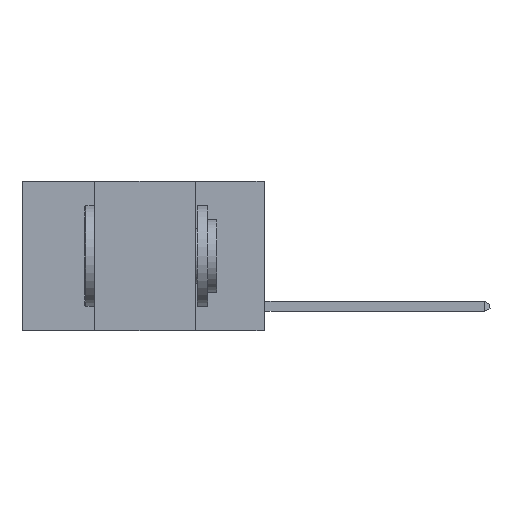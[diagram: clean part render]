
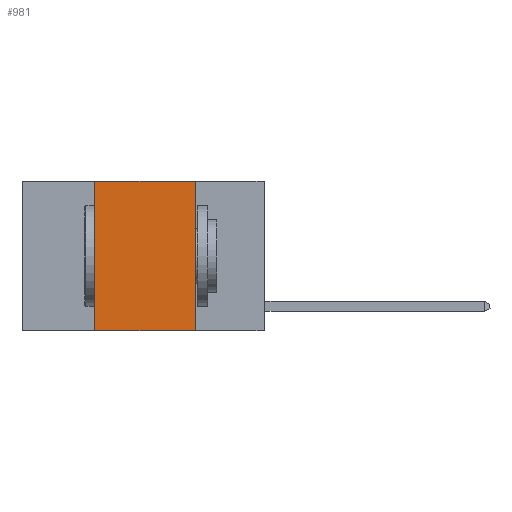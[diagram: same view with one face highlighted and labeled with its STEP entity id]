
A CAD part, left-side view. The second image highlights one B-rep face of the part: STEP entity #981.
In plain terms, the highlighted planar face has unit normal (-1, 0, 0).
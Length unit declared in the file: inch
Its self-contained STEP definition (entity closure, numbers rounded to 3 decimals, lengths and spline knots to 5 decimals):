
#106 = CARTESIAN_POINT ( 'NONE',  ( 0., 0.42, 0. ) ) ;
#137 = CARTESIAN_POINT ( 'NONE',  ( 0., 0.17, -0.37 ) ) ;
#981 = ADVANCED_FACE ( 'NONE', ( #3719 ), #5281, .F. ) ;
#1122 = DIRECTION ( 'NONE',  ( 0., -1., 0. ) ) ;
#2242 = ORIENTED_EDGE ( 'NONE', *, *, #6589, .F. ) ;
#2326 = VERTEX_POINT ( 'NONE', #4669 ) ;
#3043 = DIRECTION ( 'NONE',  ( 0., 0., -1. ) ) ;
#3191 = DIRECTION ( 'NONE',  ( 0., 0., 1. ) ) ;
#3623 = VERTEX_POINT ( 'NONE', #6754 ) ;
#3719 = FACE_OUTER_BOUND ( 'NONE', #7740, .T. ) ;
#4160 = CARTESIAN_POINT ( 'NONE',  ( 0., 0.17, 0. ) ) ;
#4161 = EDGE_CURVE ( 'NONE', #2326, #5785, #6796, .T. ) ;
#4173 = CARTESIAN_POINT ( 'NONE',  ( 0., 0.6, 0. ) ) ;
#4669 = CARTESIAN_POINT ( 'NONE',  ( 0., 0.42, -0.37 ) ) ;
#4966 = LINE ( 'NONE', #4160, #7268 ) ;
#5164 = LINE ( 'NONE', #8224, #6574 ) ;
#5181 = EDGE_CURVE ( 'NONE', #2326, #5575, #5164, .T. ) ;
#5209 = VECTOR ( 'NONE', #1122, 39.37008 ) ;
#5244 = DIRECTION ( 'NONE',  ( 0., -1., 0. ) ) ;
#5281 = PLANE ( 'NONE',  #9341 ) ;
#5575 = VERTEX_POINT ( 'NONE', #106 ) ;
#5785 = VERTEX_POINT ( 'NONE', #137 ) ;
#5973 = DIRECTION ( 'NONE',  ( 1., 0., 0. ) ) ;
#6574 = VECTOR ( 'NONE', #3191, 39.37008 ) ;
#6589 = EDGE_CURVE ( 'NONE', #5575, #3623, #7880, .T. ) ;
#6754 = CARTESIAN_POINT ( 'NONE',  ( 0., 0.17, 0. ) ) ;
#6796 = LINE ( 'NONE', #9017, #7660 ) ;
#7268 = VECTOR ( 'NONE', #8184, 39.37008 ) ;
#7660 = VECTOR ( 'NONE', #5244, 39.37008 ) ;
#7740 = EDGE_LOOP ( 'NONE', ( #8262, #2242, #8724, #8906 ) ) ;
#7880 = LINE ( 'NONE', #4173, #5209 ) ;
#8184 = DIRECTION ( 'NONE',  ( 0., 0., -1. ) ) ;
#8224 = CARTESIAN_POINT ( 'NONE',  ( 0., 0.42, 0. ) ) ;
#8262 = ORIENTED_EDGE ( 'NONE', *, *, #9411, .F. ) ;
#8724 = ORIENTED_EDGE ( 'NONE', *, *, #5181, .F. ) ;
#8906 = ORIENTED_EDGE ( 'NONE', *, *, #4161, .T. ) ;
#9017 = CARTESIAN_POINT ( 'NONE',  ( 0., 0.6, -0.37 ) ) ;
#9341 = AXIS2_PLACEMENT_3D ( 'NONE', #9782, #5973, #3043 ) ;
#9411 = EDGE_CURVE ( 'NONE', #3623, #5785, #4966, .T. ) ;
#9782 = CARTESIAN_POINT ( 'NONE',  ( 0., 0.6, 0. ) ) ;
